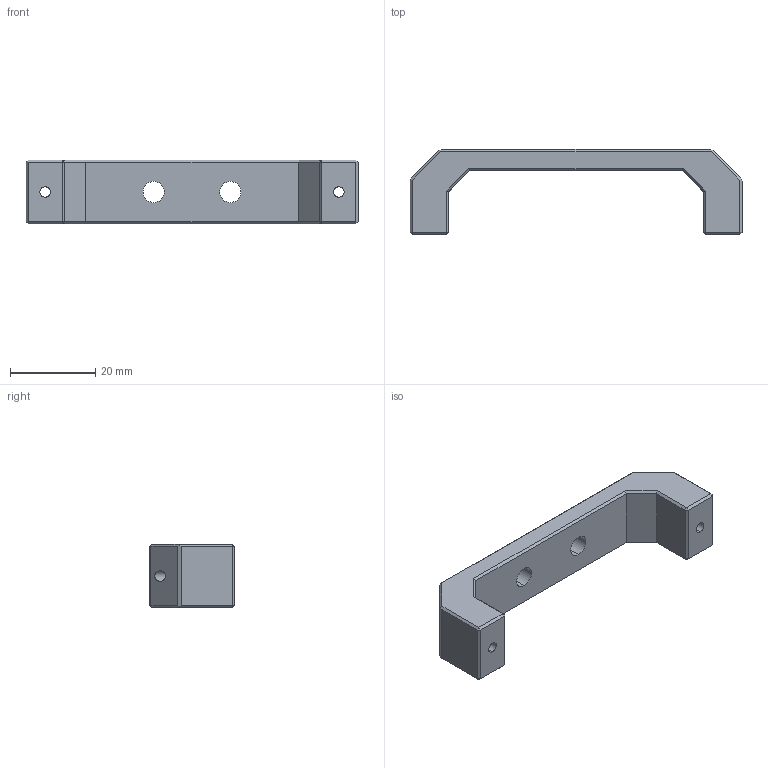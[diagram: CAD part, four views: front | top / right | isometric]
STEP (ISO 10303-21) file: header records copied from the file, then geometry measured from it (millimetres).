
FILE_DESCRIPTION (( 'STEP AP214' ), '1' );
FILE_NAME ('Pied_Exterieur.STEP', '2023-05-10T11:59:39', ( '' ), ( '' ), 'SwSTEP 2.0', 'SolidWorks 2020', '' );
FILE_SCHEMA (( 'AUTOMOTIVE_DESIGN' ));
Length unit declared in the file: millimetre
Products named in the file (1): Pied_Exterieur
Bounding box: 78 x 20 x 15 mm (x, y, z)
Volume: 9107 mm3; surface area: 4633.8 mm2
Topology: 1 solids, 1 shells, 62 faces, 148 edges, 88 vertices
Faces by surface type: plane 54, cylinder 8
Entity records: 1866 total; most frequent: CARTESIAN_POINT 311, ORIENTED_EDGE 296, DIRECTION 282, EDGE_CURVE 148, VECTOR 132, LINE 132, VERTEX_POINT 88, AXIS2_PLACEMENT_3D 75
